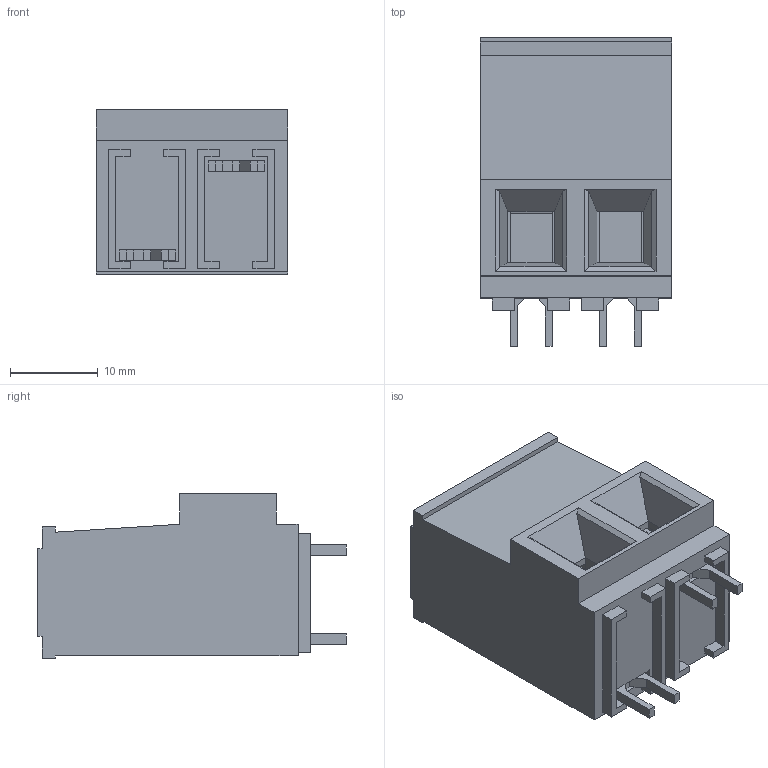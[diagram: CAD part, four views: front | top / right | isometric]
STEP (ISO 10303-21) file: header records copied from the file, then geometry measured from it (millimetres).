
FILE_DESCRIPTION((''),'2;1');
FILE_NAME('399100102','2011-07-04T',('pnb'),(''),'PRO/ENGINEER BY PARAMETRIC TECHNOLOGY CORPORATION, 2003451','PRO/ENGINEER BY PARAMETRIC TECHNOLOGY CORPORATION, 2003451','');
FILE_SCHEMA(('CONFIG_CONTROL_DESIGN'));
Length unit declared in the file: inch
Products named in the file (1): 399100102
Bounding box: 21.84 x 35.2 x 18.8 mm (x, y, z)
Volume: 7068.9 mm3; surface area: 5799 mm2
Topology: 1 solids, 1 shells, 191 faces, 544 edges, 360 vertices
Faces by surface type: plane 167, cylinder 12, cone 8, sphere 4
Entity records: 6159 total; most frequent: CARTESIAN_POINT 1072, ORIENTED_EDGE 1048, DIRECTION 1012, EDGE_CURVE 524, VECTOR 460, LINE 460, VERTEX_POINT 336, AXIS2_PLACEMENT_3D 276
